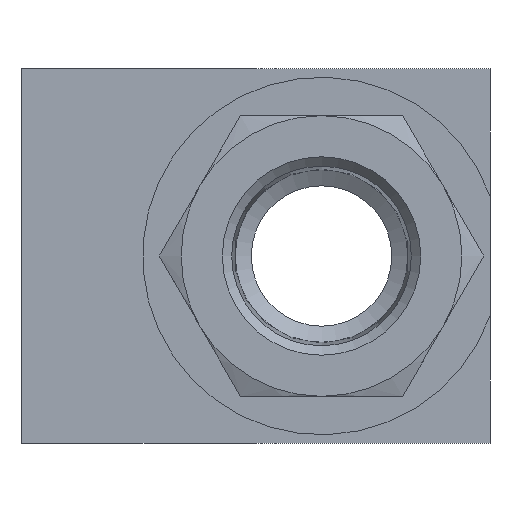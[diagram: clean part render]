
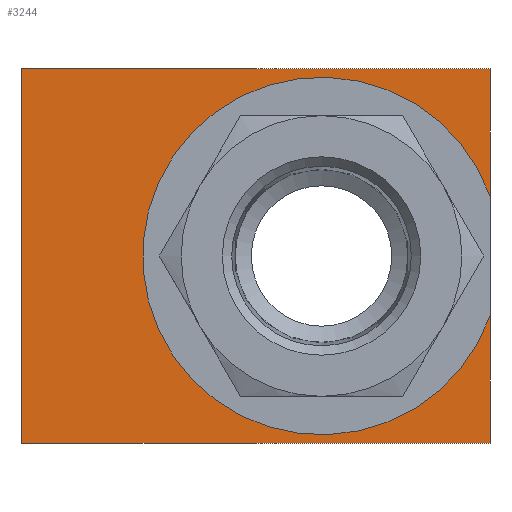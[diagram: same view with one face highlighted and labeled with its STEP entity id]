
A CAD part, left-side view. The second image highlights one B-rep face of the part: STEP entity #3244.
In plain terms, the highlighted planar face has unit normal (-1, 0, 0).
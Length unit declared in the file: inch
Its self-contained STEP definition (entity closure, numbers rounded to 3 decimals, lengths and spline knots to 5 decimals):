
#2717=CARTESIAN_POINT('',(-0.9375,0.0,1.0));
#2718=VERTEX_POINT('',#2717);
#2719=CARTESIAN_POINT('',(-0.9375,2.5,1.0));
#2720=VERTEX_POINT('',#2719);
#2721=CARTESIAN_POINT('',(-0.9375,0.0,1.0));
#2722=DIRECTION('',(0.0,1.0,0.0));
#2723=VECTOR('',#2722,2.5);
#2724=LINE('',#2721,#2723);
#2725=EDGE_CURVE('',#2718,#2720,#2724,.T.);
#3180=CARTESIAN_POINT('',(-0.9375,0.0,-0.31941));
#3181=VERTEX_POINT('',#3180);
#3189=CARTESIAN_POINT('',(-0.9375,0.0,0.31941));
#3190=VERTEX_POINT('',#3189);
#3197=CARTESIAN_POINT('',(-0.9375,0.9,0.0));
#3198=DIRECTION('',(1.0,0.0,0.0));
#3199=DIRECTION('',(0.0,0.0,1.0));
#3200=AXIS2_PLACEMENT_3D('',#3197,#3198,#3199);
#3201=CIRCLE('',#3200,0.955);
#3202=EDGE_CURVE('',#3181,#3190,#3201,.T.);
#3207=CARTESIAN_POINT('',(-0.9375,0.0,0.0));
#3208=DIRECTION('',(-1.0,0.0,0.0));
#3209=DIRECTION('',(0.0,0.0,1.0));
#3210=AXIS2_PLACEMENT_3D('',#3207,#3208,#3209);
#3211=PLANE('',#3210);
#3212=ORIENTED_EDGE('',*,*,#3202,.T.);
#3213=CARTESIAN_POINT('',(-0.9375,0.0,1.0));
#3214=DIRECTION('',(0.0,0.0,-1.0));
#3215=VECTOR('',#3214,0.68059);
#3216=LINE('',#3213,#3215);
#3217=EDGE_CURVE('',#2718,#3190,#3216,.T.);
#3218=ORIENTED_EDGE('',*,*,#3217,.F.);
#3219=ORIENTED_EDGE('',*,*,#2725,.T.);
#3220=CARTESIAN_POINT('',(-0.9375,2.5,-1.0));
#3221=VERTEX_POINT('',#3220);
#3222=CARTESIAN_POINT('',(-0.9375,2.5,-1.0));
#3223=DIRECTION('',(0.0,0.0,1.0));
#3224=VECTOR('',#3223,2.0);
#3225=LINE('',#3222,#3224);
#3226=EDGE_CURVE('',#3221,#2720,#3225,.T.);
#3227=ORIENTED_EDGE('',*,*,#3226,.F.);
#3228=CARTESIAN_POINT('',(-0.9375,0.0,-1.0));
#3229=VERTEX_POINT('',#3228);
#3230=CARTESIAN_POINT('',(-0.9375,2.5,-1.0));
#3231=DIRECTION('',(0.0,-1.0,0.0));
#3232=VECTOR('',#3231,2.5);
#3233=LINE('',#3230,#3232);
#3234=EDGE_CURVE('',#3221,#3229,#3233,.T.);
#3235=ORIENTED_EDGE('',*,*,#3234,.T.);
#3236=CARTESIAN_POINT('',(-0.9375,0.0,-0.31941));
#3237=DIRECTION('',(0.0,0.0,-1.0));
#3238=VECTOR('',#3237,0.68059);
#3239=LINE('',#3236,#3238);
#3240=EDGE_CURVE('',#3181,#3229,#3239,.T.);
#3241=ORIENTED_EDGE('',*,*,#3240,.F.);
#3242=EDGE_LOOP('',(#3212,#3218,#3219,#3227,#3235,#3241));
#3243=FACE_OUTER_BOUND('',#3242,.T.);
#3244=ADVANCED_FACE('',(#3243),#3211,.T.);
